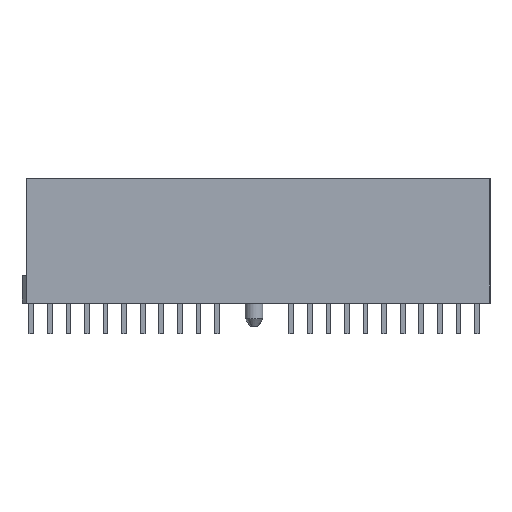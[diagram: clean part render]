
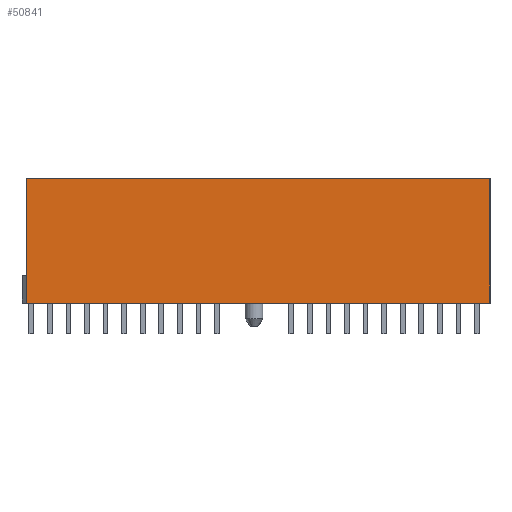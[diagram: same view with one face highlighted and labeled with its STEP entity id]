
A CAD part, left-side view. The second image highlights one B-rep face of the part: STEP entity #50841.
In plain terms, the highlighted planar face has unit normal (-1, 0, 0).
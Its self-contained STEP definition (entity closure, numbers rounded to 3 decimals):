
#50713=CARTESIAN_POINT('',(-7.7,-25.4,0.));
#50714=VERTEX_POINT('',#50713);
#50721=CARTESIAN_POINT('',(-7.7,24.5,0.));
#50722=VERTEX_POINT('',#50721);
#50723=CARTESIAN_POINT('',(-7.7,-25.4,0.));
#50724=DIRECTION('',(0.0,1.0,0.0));
#50725=VECTOR('',#50724,49.9);
#50726=LINE('',#50723,#50725);
#50727=EDGE_CURVE('',#50714,#50722,#50726,.T.);
#50751=CARTESIAN_POINT('',(-7.7,-25.4,13.45));
#50752=VERTEX_POINT('',#50751);
#50769=CARTESIAN_POINT('',(-7.7,24.5,13.45));
#50770=VERTEX_POINT('',#50769);
#50777=CARTESIAN_POINT('',(-7.7,24.5,13.45));
#50778=DIRECTION('',(0.0,-1.0,0.0));
#50779=VECTOR('',#50778,49.9);
#50780=LINE('',#50777,#50779);
#50781=EDGE_CURVE('',#50770,#50752,#50780,.T.);
#50813=CARTESIAN_POINT('',(-7.7,24.5,0.));
#50814=DIRECTION('',(0.0,0.0,1.0));
#50815=VECTOR('',#50814,13.45);
#50816=LINE('',#50813,#50815);
#50817=EDGE_CURVE('',#50722,#50770,#50816,.T.);
#50825=CARTESIAN_POINT('',(-7.7,-0.45,6.725));
#50826=DIRECTION('',(1.0,0.0,0.0));
#50827=DIRECTION('',(0.0,0.0,1.0));
#50828=AXIS2_PLACEMENT_3D('',#50825,#50826,#50827);
#50829=PLANE('',#50828);
#50830=CARTESIAN_POINT('',(-7.7,-25.4,0.));
#50831=DIRECTION('',(0.0,0.0,1.0));
#50832=VECTOR('',#50831,13.45);
#50833=LINE('',#50830,#50832);
#50834=EDGE_CURVE('',#50714,#50752,#50833,.T.);
#50835=ORIENTED_EDGE('',*,*,#50834,.T.);
#50836=ORIENTED_EDGE('',*,*,#50781,.F.);
#50837=ORIENTED_EDGE('',*,*,#50817,.F.);
#50838=ORIENTED_EDGE('',*,*,#50727,.F.);
#50839=EDGE_LOOP('',(#50835,#50836,#50837,#50838));
#50840=FACE_OUTER_BOUND('',#50839,.T.);
#50841=ADVANCED_FACE('',(#50840),#50829,.F.);
